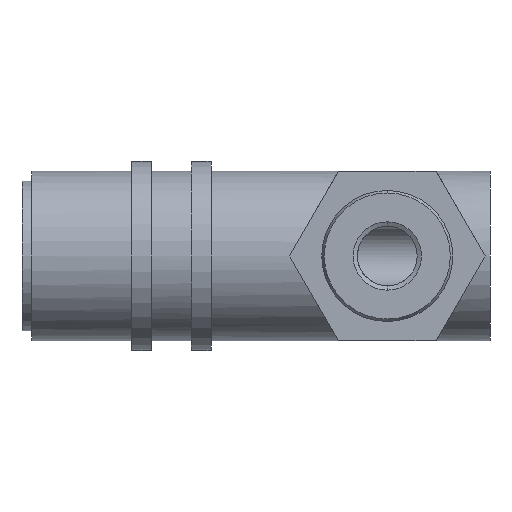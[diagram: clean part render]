
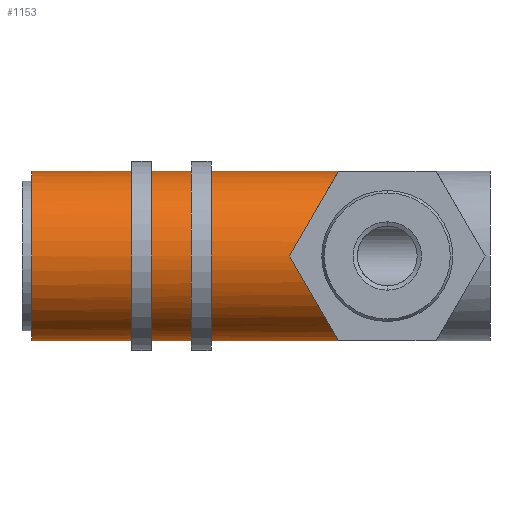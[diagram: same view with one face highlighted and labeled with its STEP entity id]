
A CAD part, front view. The second image highlights one B-rep face of the part: STEP entity #1153.
In plain terms, the highlighted cylindrical face has radius 8.5 mm (diameter 17 mm), a partial arc.
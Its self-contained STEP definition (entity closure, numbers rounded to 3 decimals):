
#654 = CARTESIAN_POINT ( 'NONE',  ( 31.778, 0., 8.5 ) ) ;
#1153 = ADVANCED_FACE ( 'NONE', ( #1359 ), #7395, .T. ) ;
#1238 = CARTESIAN_POINT ( 'NONE',  ( 26.87, -8.5, 0. ) ) ;
#1254 = VERTEX_POINT ( 'NONE', #4692 ) ;
#1318 = DIRECTION ( 'NONE',  ( 0., 0., 1. ) ) ;
#1326 = EDGE_CURVE ( 'NONE', #5250, #1254, #4315, .T. ) ;
#1359 = FACE_OUTER_BOUND ( 'NONE', #5240, .T. ) ;
#1535 = CARTESIAN_POINT ( 'NONE',  ( 26.87, -8.5, 0. ) ) ;
#1601 = VERTEX_POINT ( 'NONE', #3809 ) ;
#1988 = CARTESIAN_POINT ( 'NONE',  ( 0., 0., 0. ) ) ;
#2036 =( BOUNDED_CURVE ( )  B_SPLINE_CURVE ( 3, ( #2120, #4909, #7522, #1535 ),
 .UNSPECIFIED., .F., .T. ) 
 B_SPLINE_CURVE_WITH_KNOTS ( ( 4, 4 ),
 ( 3.142, 4.712 ),
 .UNSPECIFIED. ) 
 CURVE ( )  GEOMETRIC_REPRESENTATION_ITEM ( )  RATIONAL_B_SPLINE_CURVE ( ( 1., 0.805, 0.805, 1. ) ) 
 REPRESENTATION_ITEM ( '' )  );
#2120 = CARTESIAN_POINT ( 'NONE',  ( 31.778, 0., -8.5 ) ) ;
#2219 = LINE ( 'NONE', #6757, #4623 ) ;
#2409 = EDGE_CURVE ( 'NONE', #7270, #1601, #3758, .T. ) ;
#2481 = ORIENTED_EDGE ( 'NONE', *, *, #6234, .F. ) ;
#3514 = DIRECTION ( 'NONE',  ( 0., 0., 1. ) ) ;
#3758 =( BOUNDED_CURVE ( )  B_SPLINE_CURVE ( 3, ( #4859, #3990, #6646, #654 ),
 .UNSPECIFIED., .F., .T. ) 
 B_SPLINE_CURVE_WITH_KNOTS ( ( 4, 4 ),
 ( 1.571, 3.142 ),
 .UNSPECIFIED. ) 
 CURVE ( )  GEOMETRIC_REPRESENTATION_ITEM ( )  RATIONAL_B_SPLINE_CURVE ( ( 1., 0.805, 0.805, 1. ) ) 
 REPRESENTATION_ITEM ( '' )  );
#3809 = CARTESIAN_POINT ( 'NONE',  ( 31.778, 0., 8.5 ) ) ;
#3900 = AXIS2_PLACEMENT_3D ( 'NONE', #1988, #8009, #1318 ) ;
#3990 = CARTESIAN_POINT ( 'NONE',  ( 29.745, -8.5, 4.979 ) ) ;
#4105 = VERTEX_POINT ( 'NONE', #6594 ) ;
#4128 = CARTESIAN_POINT ( 'NONE',  ( 1., 0., -8.5 ) ) ;
#4315 = CIRCLE ( 'NONE', #5017, 8.5 ) ;
#4623 = VECTOR ( 'NONE', #4879, 1000. ) ;
#4692 = CARTESIAN_POINT ( 'NONE',  ( 1., 0., 8.5 ) ) ;
#4859 = CARTESIAN_POINT ( 'NONE',  ( 26.87, -8.5, 0. ) ) ;
#4879 = DIRECTION ( 'NONE',  ( -1., 0., 0. ) ) ;
#4909 = CARTESIAN_POINT ( 'NONE',  ( 31.778, -4.979, -8.5 ) ) ;
#5017 = AXIS2_PLACEMENT_3D ( 'NONE', #6127, #6174, #3514 ) ;
#5240 = EDGE_LOOP ( 'NONE', ( #2481, #5355, #7188, #7874, #8488 ) ) ;
#5250 = VERTEX_POINT ( 'NONE', #4128 ) ;
#5355 = ORIENTED_EDGE ( 'NONE', *, *, #7720, .T. ) ;
#6127 = CARTESIAN_POINT ( 'NONE',  ( 1., 0., 0. ) ) ;
#6174 = DIRECTION ( 'NONE',  ( -1., 0., 0. ) ) ;
#6234 = EDGE_CURVE ( 'NONE', #4105, #5250, #2219, .T. ) ;
#6334 = LINE ( 'NONE', #8336, #6718 ) ;
#6594 = CARTESIAN_POINT ( 'NONE',  ( 31.778, 0., -8.5 ) ) ;
#6646 = CARTESIAN_POINT ( 'NONE',  ( 31.778, -4.979, 8.5 ) ) ;
#6718 = VECTOR ( 'NONE', #7637, 1000. ) ;
#6757 = CARTESIAN_POINT ( 'NONE',  ( 0., 0., -8.5 ) ) ;
#7188 = ORIENTED_EDGE ( 'NONE', *, *, #2409, .T. ) ;
#7270 = VERTEX_POINT ( 'NONE', #1238 ) ;
#7395 = CYLINDRICAL_SURFACE ( 'NONE', #3900, 8.5 ) ;
#7522 = CARTESIAN_POINT ( 'NONE',  ( 29.745, -8.5, -4.979 ) ) ;
#7637 = DIRECTION ( 'NONE',  ( -1., 0., 0. ) ) ;
#7720 = EDGE_CURVE ( 'NONE', #4105, #7270, #2036, .T. ) ;
#7874 = ORIENTED_EDGE ( 'NONE', *, *, #8118, .T. ) ;
#8009 = DIRECTION ( 'NONE',  ( -1., 0., 0. ) ) ;
#8118 = EDGE_CURVE ( 'NONE', #1601, #1254, #6334, .T. ) ;
#8336 = CARTESIAN_POINT ( 'NONE',  ( 0., 0., 8.5 ) ) ;
#8488 = ORIENTED_EDGE ( 'NONE', *, *, #1326, .F. ) ;
